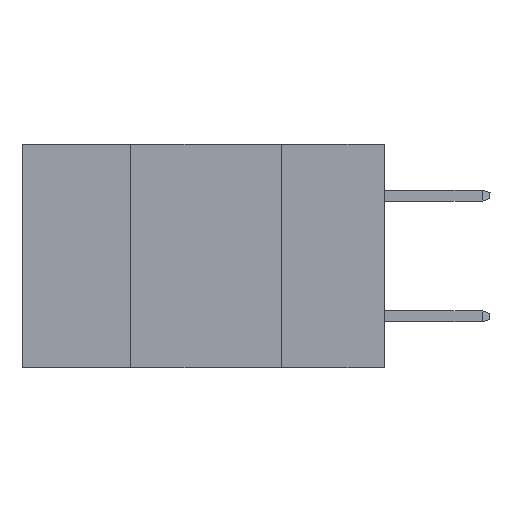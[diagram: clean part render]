
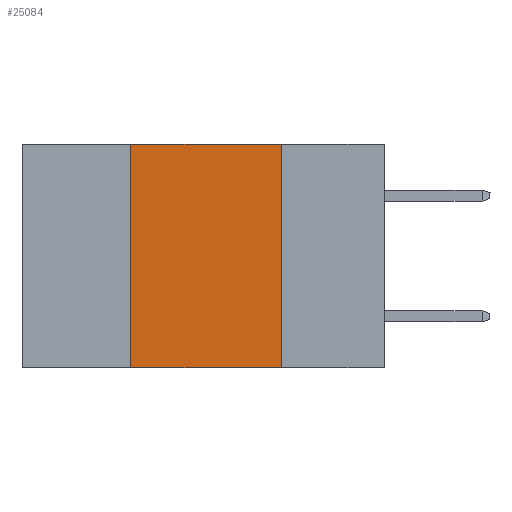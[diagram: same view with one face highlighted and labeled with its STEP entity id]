
A CAD part, left-side view. The second image highlights one B-rep face of the part: STEP entity #25084.
In plain terms, the highlighted planar face has unit normal (-1, 0, 0).
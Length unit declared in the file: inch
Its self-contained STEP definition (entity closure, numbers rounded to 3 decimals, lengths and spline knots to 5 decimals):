
#538 = VECTOR ( 'NONE', #18863, 39.37008 ) ;
#989 = ORIENTED_EDGE ( 'NONE', *, *, #5672, .F. ) ;
#1027 = DIRECTION ( 'NONE',  ( 0., -1., 0. ) ) ;
#1415 = VERTEX_POINT ( 'NONE', #9045 ) ;
#2983 = EDGE_CURVE ( 'NONE', #19170, #19212, #27680, .T. ) ;
#3393 = CARTESIAN_POINT ( 'NONE',  ( 0., 0.17, 0. ) ) ;
#4337 = DIRECTION ( 'NONE',  ( 0., 0., -1. ) ) ;
#5343 = CARTESIAN_POINT ( 'NONE',  ( 0., 0.42, -0.37 ) ) ;
#5672 = EDGE_CURVE ( 'NONE', #1415, #21873, #12293, .T. ) ;
#6018 = ORIENTED_EDGE ( 'NONE', *, *, #22494, .F. ) ;
#9045 = CARTESIAN_POINT ( 'NONE',  ( 0., 0.42, 0. ) ) ;
#10993 = VECTOR ( 'NONE', #30588, 39.37008 ) ;
#11163 = ORIENTED_EDGE ( 'NONE', *, *, #2983, .T. ) ;
#11265 = CARTESIAN_POINT ( 'NONE',  ( 0., 0.6, 0. ) ) ;
#11977 = VECTOR ( 'NONE', #20786, 39.37008 ) ;
#12293 = LINE ( 'NONE', #11265, #16582 ) ;
#14242 = CARTESIAN_POINT ( 'NONE',  ( 0., 0.6, 0. ) ) ;
#15280 = CARTESIAN_POINT ( 'NONE',  ( 0., 0.17, -0.37 ) ) ;
#16582 = VECTOR ( 'NONE', #1027, 39.37008 ) ;
#18153 = ORIENTED_EDGE ( 'NONE', *, *, #25512, .F. ) ;
#18863 = DIRECTION ( 'NONE',  ( 0., -1., 0. ) ) ;
#19170 = VERTEX_POINT ( 'NONE', #5343 ) ;
#19212 = VERTEX_POINT ( 'NONE', #15280 ) ;
#19253 = DIRECTION ( 'NONE',  ( 1., 0., 0. ) ) ;
#20742 = CARTESIAN_POINT ( 'NONE',  ( 0., 0.42, 0. ) ) ;
#20786 = DIRECTION ( 'NONE',  ( 0., 0., -1. ) ) ;
#21030 = CARTESIAN_POINT ( 'NONE',  ( 0., 0.17, 0. ) ) ;
#21873 = VERTEX_POINT ( 'NONE', #21030 ) ;
#22494 = EDGE_CURVE ( 'NONE', #21873, #19212, #30857, .T. ) ;
#23828 = EDGE_LOOP ( 'NONE', ( #6018, #989, #18153, #11163 ) ) ;
#25084 = ADVANCED_FACE ( 'NONE', ( #30678 ), #29002, .F. ) ;
#25512 = EDGE_CURVE ( 'NONE', #19170, #1415, #30652, .T. ) ;
#27332 = CARTESIAN_POINT ( 'NONE',  ( 0., 0.6, -0.37 ) ) ;
#27680 = LINE ( 'NONE', #27332, #538 ) ;
#29002 = PLANE ( 'NONE',  #29088 ) ;
#29088 = AXIS2_PLACEMENT_3D ( 'NONE', #14242, #19253, #4337 ) ;
#30588 = DIRECTION ( 'NONE',  ( 0., 0., 1. ) ) ;
#30652 = LINE ( 'NONE', #20742, #10993 ) ;
#30678 = FACE_OUTER_BOUND ( 'NONE', #23828, .T. ) ;
#30857 = LINE ( 'NONE', #3393, #11977 ) ;
